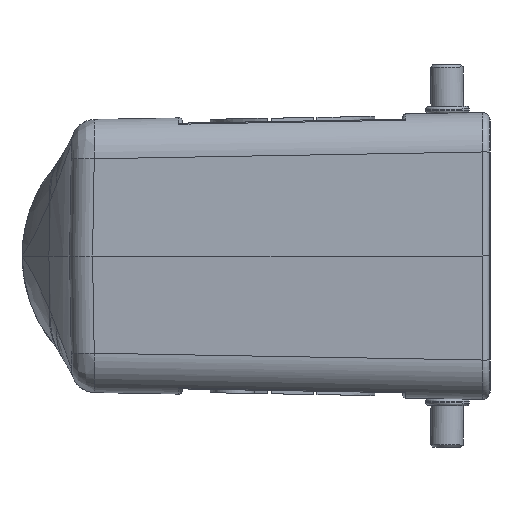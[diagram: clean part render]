
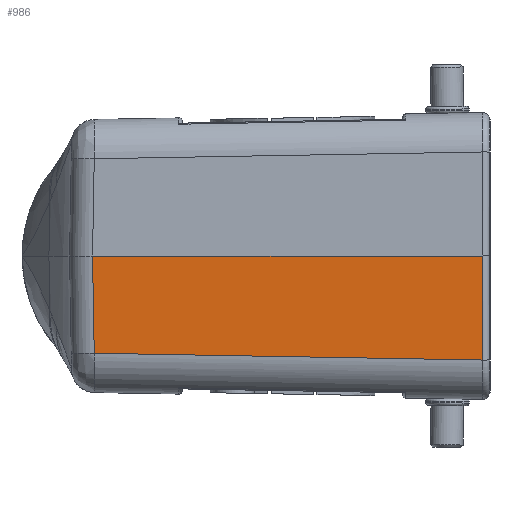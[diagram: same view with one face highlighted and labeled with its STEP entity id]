
A CAD part, left-side view. The second image highlights one B-rep face of the part: STEP entity #986.
In plain terms, the highlighted planar face has unit normal (-1, 0.018, -0.017).
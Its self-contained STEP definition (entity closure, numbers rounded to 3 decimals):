
#481=FACE_OUTER_BOUND('',#3371,.T.);
#986=ADVANCED_FACE('',(#481),#1495,.F.);
#1495=PLANE('',#8570);
#1769=LINE('',#11746,#2469);
#1770=LINE('',#11748,#2470);
#1771=LINE('',#11750,#2471);
#1772=LINE('',#11752,#2472);
#2469=VECTOR('',#9390,1.);
#2470=VECTOR('',#9393,1.);
#2471=VECTOR('',#9394,1.);
#2472=VECTOR('',#9395,1.);
#3371=EDGE_LOOP('',(#4019,#4020,#4021,#4022));
#4019=ORIENTED_EDGE('',*,*,#7144,.T.);
#4020=ORIENTED_EDGE('',*,*,#7143,.F.);
#4021=ORIENTED_EDGE('',*,*,#7145,.F.);
#4022=ORIENTED_EDGE('',*,*,#7146,.T.);
#6370=VERTEX_POINT('',#11743);
#6371=VERTEX_POINT('',#11745);
#6372=VERTEX_POINT('',#11749);
#6373=VERTEX_POINT('',#11751);
#7143=EDGE_CURVE('',#6371,#6370,#1769,.T.);
#7144=EDGE_CURVE('',#6372,#6370,#1770,.T.);
#7145=EDGE_CURVE('',#6373,#6371,#1771,.T.);
#7146=EDGE_CURVE('',#6373,#6372,#1772,.T.);
#8570=AXIS2_PLACEMENT_3D('',#11753,#9396,#9397);
#9390=DIRECTION('',(-0.017,0.017,1.));
#9393=DIRECTION('',(0.017,1.,0.));
#9394=DIRECTION('',(0.017,1.,0.017));
#9395=DIRECTION('',(-0.017,0.,1.));
#9396=DIRECTION('',(1.,-0.017,0.017));
#9397=DIRECTION('',(-0.017,0.,1.));
#11743=CARTESIAN_POINT('',(-45.712,129.461,0.));
#11745=CARTESIAN_POINT('',(-45.462,129.207,-14.572));
#11746=CARTESIAN_POINT('',(-45.57,129.317,-8.284));
#11748=CARTESIAN_POINT('',(-46.732,71.017,0.));
#11749=CARTESIAN_POINT('',(-46.732,71.017,0.));
#11750=CARTESIAN_POINT('',(-45.442,130.372,-14.552));
#11751=CARTESIAN_POINT('',(-46.46,71.017,-15.588));
#11752=CARTESIAN_POINT('',(-46.738,71.017,0.312));
#11753=CARTESIAN_POINT('',(-46.086,100.24,-7.785));
